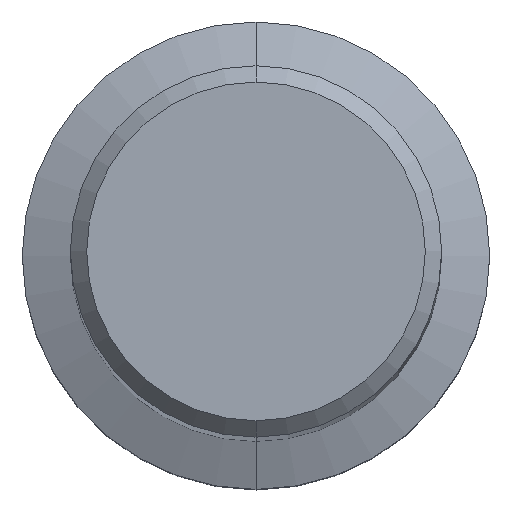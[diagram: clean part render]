
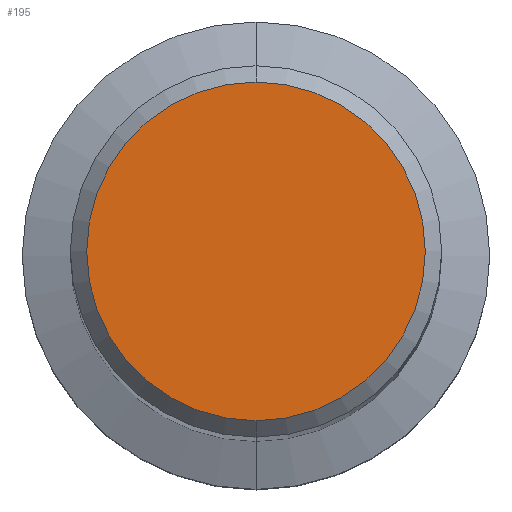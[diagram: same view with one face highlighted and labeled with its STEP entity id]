
A CAD part, top view. The second image highlights one B-rep face of the part: STEP entity #195.
In plain terms, the highlighted planar face has unit normal (0, 0, 1).
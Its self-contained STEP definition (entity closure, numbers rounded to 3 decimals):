
#143=EDGE_CURVE('',#225,#261,#343,.T.);
#195=ADVANCED_FACE('',(#403),#404,.T.);
#225=VERTEX_POINT('',#438);
#261=VERTEX_POINT('',#475);
#271=EDGE_CURVE('',#261,#225,#486,.T.);
#343=CIRCLE('',#563,10.35);
#403=FACE_OUTER_BOUND('',#640,.T.);
#404=PLANE('',#641);
#438=CARTESIAN_POINT('',(0.0,10.35,0.0));
#475=CARTESIAN_POINT('',(0.,-10.35,0.0));
#486=CIRCLE('',#751,10.35);
#563=AXIS2_PLACEMENT_3D('',#818,#819,#820);
#640=EDGE_LOOP('',(#897,#898));
#641=AXIS2_PLACEMENT_3D('',#899,#900,#901);
#751=AXIS2_PLACEMENT_3D('',#990,#991,#992);
#818=CARTESIAN_POINT('',(0.0,0.0,0.0));
#819=DIRECTION('',(0.0,0.0,-1.0));
#820=DIRECTION('',(0.0,1.0,0.0));
#897=ORIENTED_EDGE('',*,*,#143,.F.);
#898=ORIENTED_EDGE('',*,*,#271,.F.);
#899=CARTESIAN_POINT('',(0.0,5.175,0.0));
#900=DIRECTION('',(-0.0,0.0,1.0));
#901=DIRECTION('',(0.0,-1.0,0.0));
#990=CARTESIAN_POINT('',(0.0,0.0,0.0));
#991=DIRECTION('',(0.0,0.0,-1.0));
#992=DIRECTION('',(0.0,1.0,0.0));
